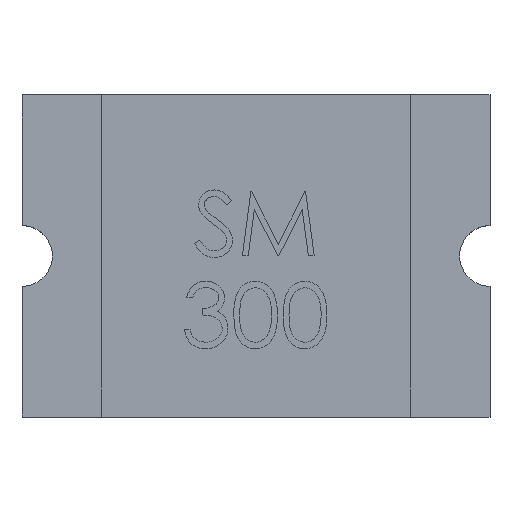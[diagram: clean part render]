
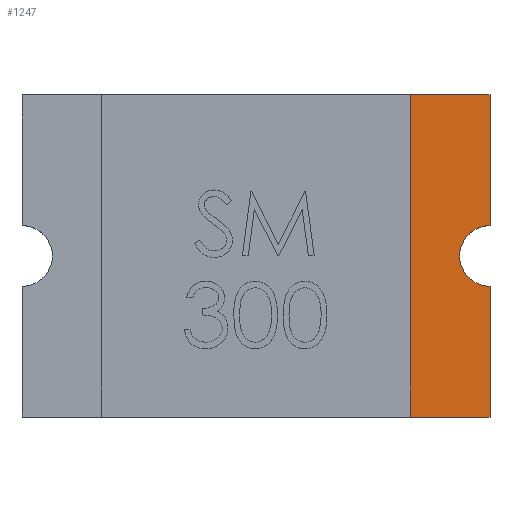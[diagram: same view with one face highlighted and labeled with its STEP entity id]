
A CAD part, top view. The second image highlights one B-rep face of the part: STEP entity #1247.
In plain terms, the highlighted planar face has unit normal (0, 0, 1).
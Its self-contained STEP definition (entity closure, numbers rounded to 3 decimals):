
#93 = VERTEX_POINT('',#94);
#94 = CARTESIAN_POINT('',(2.55,-2.65,1.));
#225 = VERTEX_POINT('',#226);
#226 = CARTESIAN_POINT('',(2.55,2.65,1.));
#1230 = EDGE_CURVE('',#93,#225,#1231,.T.);
#1231 = LINE('',#1232,#1233);
#1232 = CARTESIAN_POINT('',(2.55,0.,1.));
#1233 = VECTOR('',#1234,1.);
#1234 = DIRECTION('',(0.,1.,0.));
#1247 = ADVANCED_FACE('',(#1248),#1290,.T.);
#1248 = FACE_BOUND('',#1249,.T.);
#1249 = EDGE_LOOP('',(#1250,#1251,#1259,#1267,#1276,#1284));
#1250 = ORIENTED_EDGE('',*,*,#1230,.F.);
#1251 = ORIENTED_EDGE('',*,*,#1252,.T.);
#1252 = EDGE_CURVE('',#93,#1253,#1255,.T.);
#1253 = VERTEX_POINT('',#1254);
#1254 = CARTESIAN_POINT('',(3.85,-2.65,1.));
#1255 = LINE('',#1256,#1257);
#1256 = CARTESIAN_POINT('',(-3.85,-2.65,1.));
#1257 = VECTOR('',#1258,1.);
#1258 = DIRECTION('',(1.,0.,0.));
#1259 = ORIENTED_EDGE('',*,*,#1260,.T.);
#1260 = EDGE_CURVE('',#1253,#1261,#1263,.T.);
#1261 = VERTEX_POINT('',#1262);
#1262 = CARTESIAN_POINT('',(3.85,-0.5,1.));
#1263 = LINE('',#1264,#1265);
#1264 = CARTESIAN_POINT('',(3.85,2.65,1.));
#1265 = VECTOR('',#1266,1.);
#1266 = DIRECTION('',(0.,1.,0.));
#1267 = ORIENTED_EDGE('',*,*,#1268,.F.);
#1268 = EDGE_CURVE('',#1269,#1261,#1271,.T.);
#1269 = VERTEX_POINT('',#1270);
#1270 = CARTESIAN_POINT('',(3.85,0.5,1.));
#1271 = CIRCLE('',#1272,0.5);
#1272 = AXIS2_PLACEMENT_3D('',#1273,#1274,#1275);
#1273 = CARTESIAN_POINT('',(3.85,0.,1.));
#1274 = DIRECTION('',(0.,0.,1.));
#1275 = DIRECTION('',(1.,0.,0.));
#1276 = ORIENTED_EDGE('',*,*,#1277,.T.);
#1277 = EDGE_CURVE('',#1269,#1278,#1280,.T.);
#1278 = VERTEX_POINT('',#1279);
#1279 = CARTESIAN_POINT('',(3.85,2.65,1.));
#1280 = LINE('',#1281,#1282);
#1281 = CARTESIAN_POINT('',(3.85,2.65,1.));
#1282 = VECTOR('',#1283,1.);
#1283 = DIRECTION('',(0.,1.,0.));
#1284 = ORIENTED_EDGE('',*,*,#1285,.T.);
#1285 = EDGE_CURVE('',#1278,#225,#1286,.T.);
#1286 = LINE('',#1287,#1288);
#1287 = CARTESIAN_POINT('',(-3.85,2.65,1.));
#1288 = VECTOR('',#1289,1.);
#1289 = DIRECTION('',(-1.,0.,0.));
#1290 = PLANE('',#1291);
#1291 = AXIS2_PLACEMENT_3D('',#1292,#1293,#1294);
#1292 = CARTESIAN_POINT('',(0.,0.,1.));
#1293 = DIRECTION('',(0.,0.,1.));
#1294 = DIRECTION('',(1.,0.,0.));
